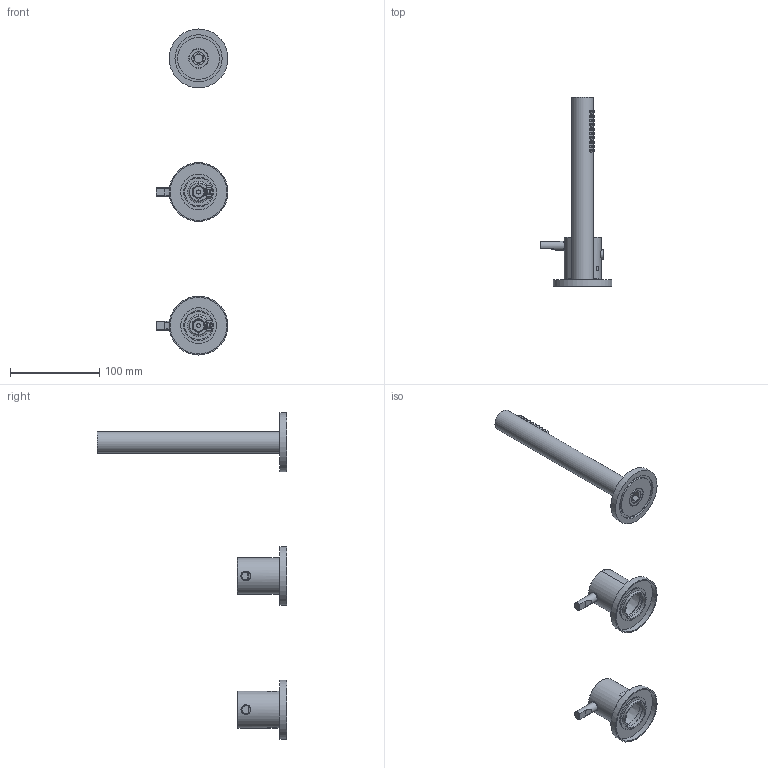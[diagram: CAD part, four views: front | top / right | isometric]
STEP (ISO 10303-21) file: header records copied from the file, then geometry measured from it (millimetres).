
FILE_DESCRIPTION (( 'STEP AP203' ), '1' );
FILE_NAME ('39CP12299.STEP', '2025-10-07T09:32:53', ( '' ), ( '' ), 'SwSTEP 2.0', 'SolidWorks 2021', '' );
FILE_SCHEMA (( 'CONFIG_CONTROL_DESIGN' ));
Length unit declared in the file: millimetre
Products named in the file (1): 39CP12299
Bounding box: 80.75 x 212.5 x 366 mm (x, y, z)
Volume: 167401.6 mm3; surface area: 93111.8 mm2
Topology: 12 solids, 12 shells, 618 faces, 1454 edges, 967 vertices
Faces by surface type: plane 234, cylinder 166, cone 128, bspline 43, torus 33, sphere 14
Full cylindrical faces by diameter (mm): 3.1 x4, 3.3 x2, 4.15 x2, 4.65 x2, 9.8 x1, 10 x2, 10.2 x2, 15 x1, 18 x1, 20.8 x1, 24 x1, 25.6 x2, 28.6 x2, 31 x2, 31.2 x2, 31.6 x2, 33.6 x2, 35.5 x1, 36 x1, 37.8 x1, 37.9 x2, 38 x2, 40 x2, 40.85 x1, 41 x1, 41.5 x1, 47 x1, 53 x1, 63.6 x2, 66 x3
Entity records: 24473 total; most frequent: CARTESIAN_POINT 11829, DIRECTION 2486, ORIENTED_EDGE 2362, EDGE_CURVE 1181, AXIS2_PLACEMENT_3D 1033, EDGE_LOOP 921, VERTEX_POINT 856, FACE_OUTER_BOUND 679
